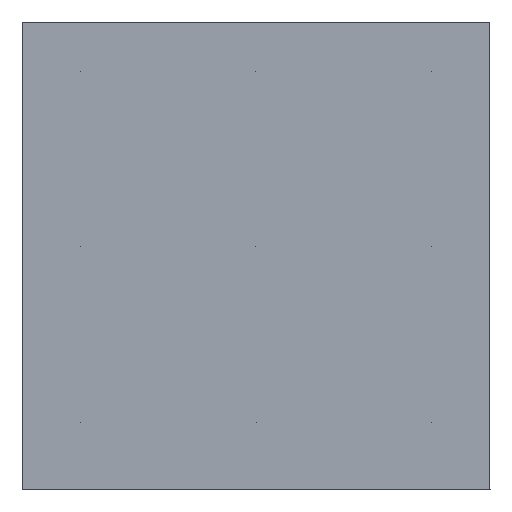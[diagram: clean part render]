
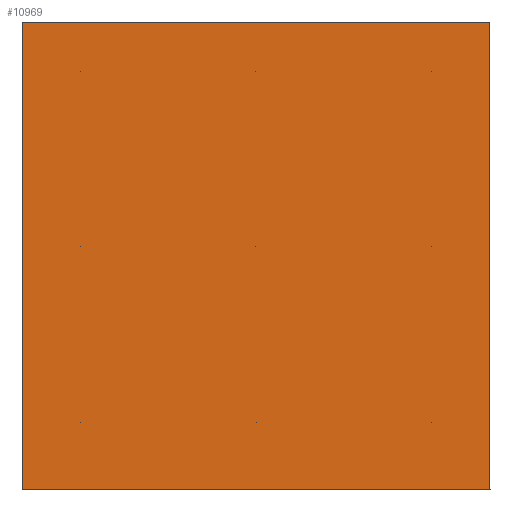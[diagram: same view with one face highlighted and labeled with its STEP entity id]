
A CAD part, front view. The second image highlights one B-rep face of the part: STEP entity #10969.
In plain terms, the highlighted planar face has unit normal (0, -1, 0).
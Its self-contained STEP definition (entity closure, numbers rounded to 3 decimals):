
#935=LINE('',#18402,#1574);
#943=LINE('',#18443,#1582);
#978=LINE('',#18582,#1617);
#981=LINE('',#18587,#1620);
#1574=VECTOR('',#14752,10.);
#1582=VECTOR('',#14794,10.);
#1617=VECTOR('',#14949,10.);
#1620=VECTOR('',#14954,10.);
#2115=PLANE('',#12345);
#3123=FACE_OUTER_BOUND('',#4110,.T.);
#4110=EDGE_LOOP('',(#9119,#9120,#9121,#9122));
#5711=VERTEX_POINT('',#18400);
#5712=VERTEX_POINT('',#18401);
#5728=VERTEX_POINT('',#18442);
#5772=VERTEX_POINT('',#18581);
#6910=EDGE_CURVE('',#5711,#5712,#935,.T.);
#6927=EDGE_CURVE('',#5728,#5711,#943,.T.);
#6988=EDGE_CURVE('',#5712,#5772,#978,.T.);
#6991=EDGE_CURVE('',#5772,#5728,#981,.T.);
#9119=ORIENTED_EDGE('',*,*,#6991,.T.);
#9120=ORIENTED_EDGE('',*,*,#6927,.T.);
#9121=ORIENTED_EDGE('',*,*,#6910,.T.);
#9122=ORIENTED_EDGE('',*,*,#6988,.T.);
#10969=ADVANCED_FACE('',(#3123),#2115,.F.);
#12345=AXIS2_PLACEMENT_3D('',#18589,#14956,#14957);
#14752=DIRECTION('',(1.,0.,0.));
#14794=DIRECTION('',(0.,0.,-1.));
#14949=DIRECTION('',(0.,0.,1.));
#14954=DIRECTION('',(-1.,0.,0.));
#14956=DIRECTION('center_axis',(0.,1.,0.));
#14957=DIRECTION('ref_axis',(0.,0.,1.));
#18400=CARTESIAN_POINT('',(-200.,0.,-200.));
#18401=CARTESIAN_POINT('',(0.,0.,-200.));
#18402=CARTESIAN_POINT('',(-200.,0.,-200.));
#18442=CARTESIAN_POINT('',(-200.,0.,0.));
#18443=CARTESIAN_POINT('',(-200.,0.,0.));
#18581=CARTESIAN_POINT('',(0.,0.,0.));
#18582=CARTESIAN_POINT('',(0.,0.,-200.));
#18587=CARTESIAN_POINT('',(0.,0.,0.));
#18589=CARTESIAN_POINT('Origin',(-100.,0.,-100.));
